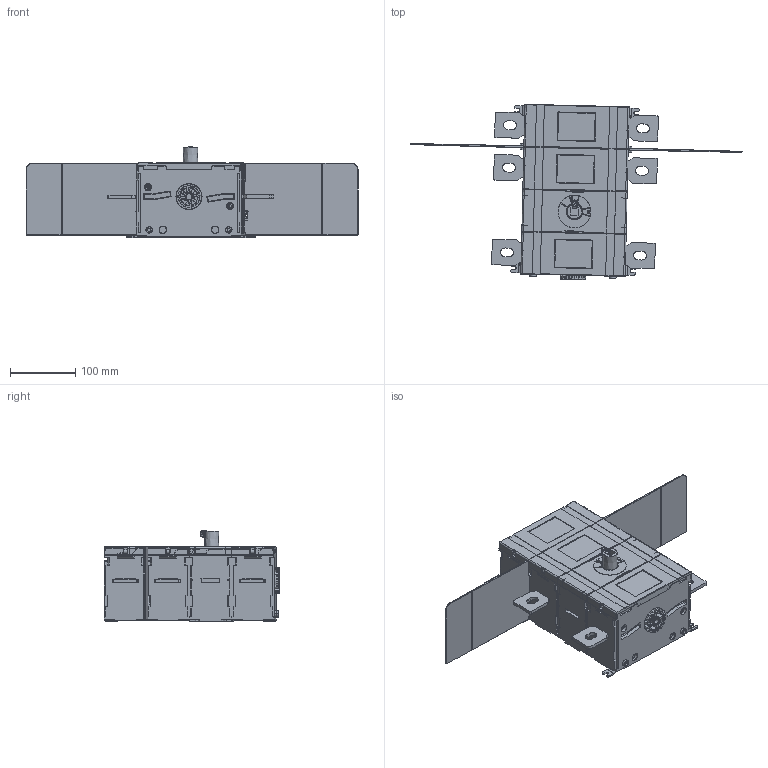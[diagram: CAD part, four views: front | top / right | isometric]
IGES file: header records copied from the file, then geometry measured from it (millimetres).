
Start section:  PTC IGES file: ot600u21_igs.igs
Global section: file name: ot600u21_igs.igs; native system: Creo Parametric by PTC Inc.; preprocessor: 2017480; author: FIALBJO; organization: Unknown; date: 20180806.104052; units: millimetre
Bounding box: 508.88 x 268.67 x 140 mm (x, y, z)
Volume: 4732823.3 mm3; surface area: 353545.7 mm2
Topology: 1 solids, 35 shells, 3322 faces, 8945 edges, 5710 vertices
Faces by surface type: bspline 2145, revolution 1171, extrusion 6
